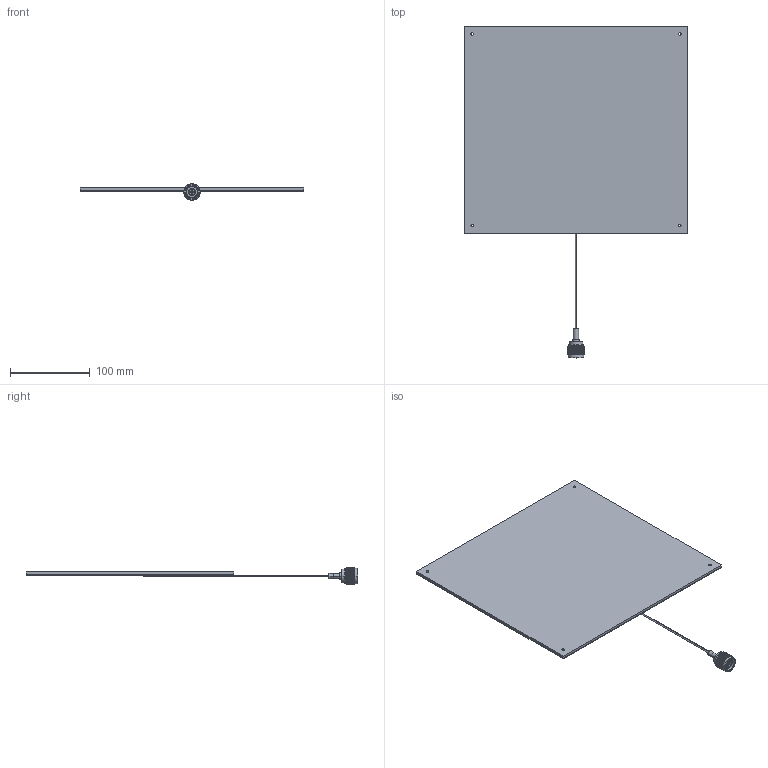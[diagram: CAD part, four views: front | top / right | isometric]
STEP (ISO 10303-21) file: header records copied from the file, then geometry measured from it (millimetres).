
FILE_DESCRIPTION (( 'STEP AP214' ), '1' );
FILE_NAME ('FMANFP1066_3D.step', '2023-02-01T17:59:54', ( '' ), ( '' ), 'SwSTEP 2.0', 'SolidWorks 2022', '' );
FILE_SCHEMA (( 'AUTOMOTIVE_DESIGN' ));
Length unit declared in the file: millimetre
Products named in the file (3): FMANFP1066_Base Model; FMANFP1066_3D; PE4224
Assembly tree (2 placements, depth 2):
  FMANFP1066_3D
    FMANFP1066_Base Model
    PE4224
Bounding box: 280 x 415.82 x 20.32 mm (x, y, z)
Volume: 296856 mm3; surface area: 301305.5 mm2
Topology: 4 solids, 4 shells, 2425 faces, 5234 edges, 2827 vertices
Faces by surface type: bspline 1795, cylinder 559, plane 46, cone 17, torus 8
Entity records: 93726 total; most frequent: CARTESIAN_POINT 61235, ORIENTED_EDGE 10468, EDGE_CURVE 5234, VERTEX_POINT 2827, EDGE_LOOP 2451, FACE_OUTER_BOUND 2425, ADVANCED_FACE 2425, DIRECTION 2115
